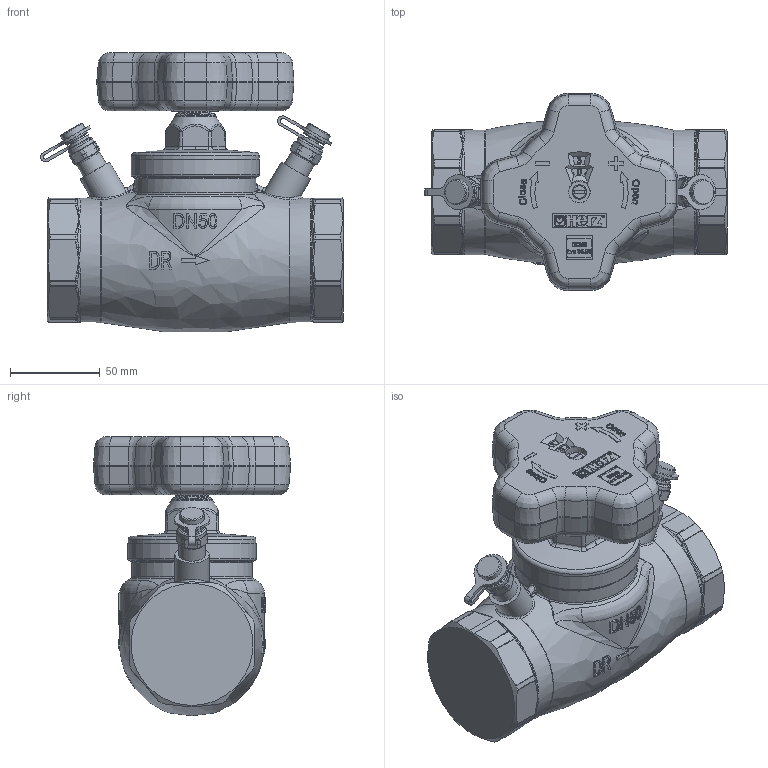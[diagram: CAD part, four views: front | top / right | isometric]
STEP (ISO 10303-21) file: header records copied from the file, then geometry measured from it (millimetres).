
FILE_DESCRIPTION(/* description */ (''),/* implementation_level */ '2;1');
FILE_NAME(/* name */ '',/* time_stamp */ '2018-11-08T11:57:08+01:00',/* author */ (''),/* organization */ (''),/* preprocessor_version */ 'ST-DEVELOPER v11',/* originating_system */ 'SIEMENS PLM Software NX 7.5',/* authorisation */ '');
FILE_SCHEMA (('AUTOMOTIVE_DESIGN { 1 0 10303 214 1 1 1 1 }'));
Products named in the file (1): 1_4217_36_002_stp
Bounding box: 168.75 x 109.95 x 155.77 mm (x, y, z)
Volume: 1084613.2 mm3; surface area: 87769.4 mm2
Topology: 1 solids, 2 shells, 1729 faces, 4485 edges, 2785 vertices
Faces by surface type: plane 531, extrusion 383, bspline 281, cylinder 259, cone 139, torus 106, sphere 30
Full cylindrical faces by diameter (mm): 6 x1, 7.4 x2, 8 x1, 12.2 x2, 13.7 x2, 14 x2, 14.8 x2, 15.8 x2, 18 x1, 19 x2, 65 x1, 67.5 x1, 69.6 x2, 71.5 x1
Entity records: 77990 total; most frequent: CARTESIAN_POINT 28081, ORIENTED_EDGE 8658, DIRECTION 6218, EDGE_CURVE 4329, VERTEX_POINT 2755, AXIS2_PLACEMENT_3D 2076, VECTOR 2066, B_SPLINE_CURVE_WITH_KNOTS 2002
